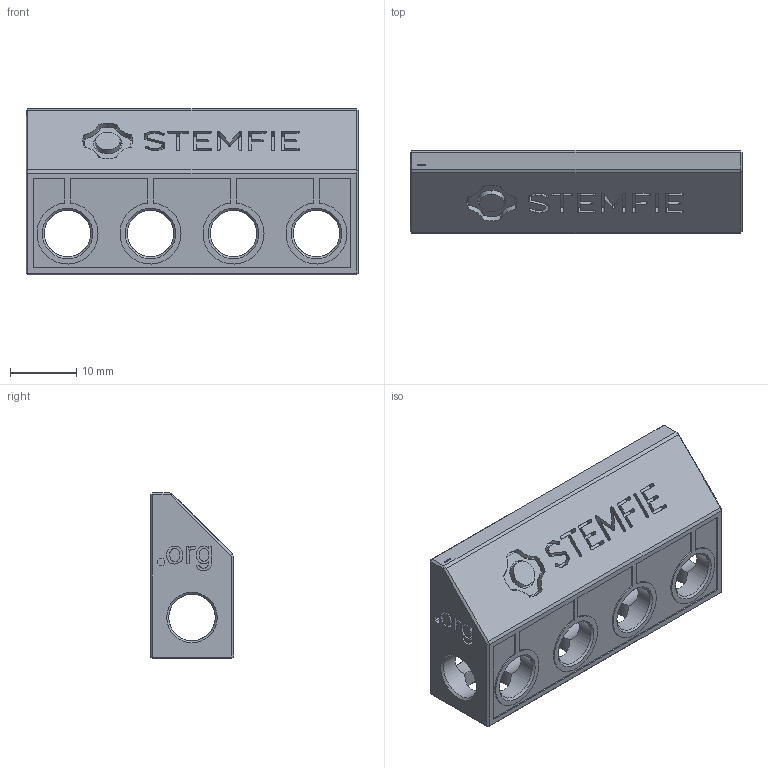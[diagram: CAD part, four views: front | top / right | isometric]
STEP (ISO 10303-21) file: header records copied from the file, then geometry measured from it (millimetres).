
FILE_DESCRIPTION(('FreeCAD Model'),'2;1');
FILE_NAME('Open CASCADE Shape Model','2023-11-10T17:57:05',(''),(''), 'Open CASCADE STEP processor 7.6','FreeCAD','Unknown');
FILE_SCHEMA(('AUTOMOTIVE_DESIGN { 1 0 10303 214 1 1 1 1 }'));
Products named in the file (1): Sign URL SLTD STA BU04x02x01 - SPN-SGN-0004 (stemfie.org)
Bounding box: 50 x 12.5 x 25 mm (x, y, z)
Volume: 8349.1 mm3; surface area: 6761.2 mm2
Topology: 1 solids, 1 shells, 673 faces, 1890 edges, 1244 vertices
Faces by surface type: plane 270, bspline 170, extrusion 168, cylinder 51, cone 14
Full cylindrical faces by diameter (mm): 7 x21
Entity records: 84141 total; most frequent: CARTESIAN_POINT 50697, DIRECTION 4496, ORIENTED_EDGE 3780, PCURVE 3780, DEFINITIONAL_REPRESENTATION 3780, VECTOR 3443, LINE 3275, B_SPLINE_CURVE_WITH_KNOTS 2289
